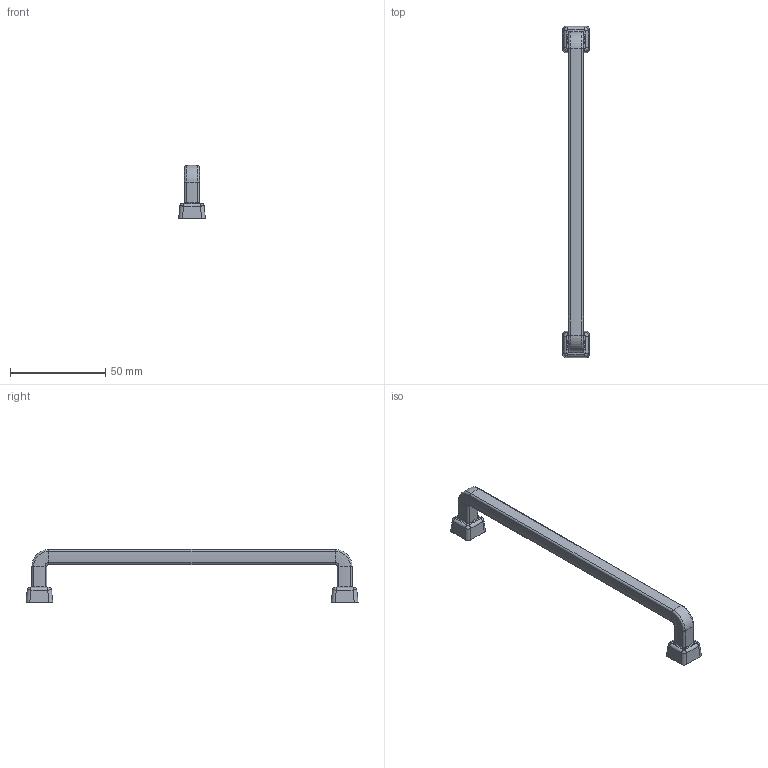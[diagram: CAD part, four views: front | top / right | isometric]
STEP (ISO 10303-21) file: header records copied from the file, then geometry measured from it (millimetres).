
FILE_DESCRIPTION(('Creo Elements/Direct Modeling STEP Export'),'2;1');
FILE_NAME('2536-174.stp','2021-07-14T10:24:53',(''),(''),'Creo Elements/Direct Modeling STEP processor for AP214 (Solid Model)','Creo Elements/Direct Modeling 20.0 12-Nov-2016 (C) Parametric Technology GmbH','');
FILE_SCHEMA(('AUTOMOTIVE_DESIGN { 1 0 10303 214 1 1 1 1 }'));
Length unit declared in the file: millimetre
Products named in the file (1): ZN-11307
Bounding box: 14 x 174 x 27.99 mm (x, y, z)
Volume: 14037.1 mm3; surface area: 7136.1 mm2
Topology: 1 solids, 1 shells, 596 faces, 1650 edges, 1074 vertices
Faces by surface type: plane 484, cylinder 64, torus 30, bspline 10, cone 8
Entity records: 21416 total; most frequent: CARTESIAN_POINT 5449, DIRECTION 3688, ORIENTED_EDGE 3292, EDGE_CURVE 1646, AXIS2_PLACEMENT_3D 1509, VERTEX_POINT 1074, ELLIPSE 726, VECTOR 670
